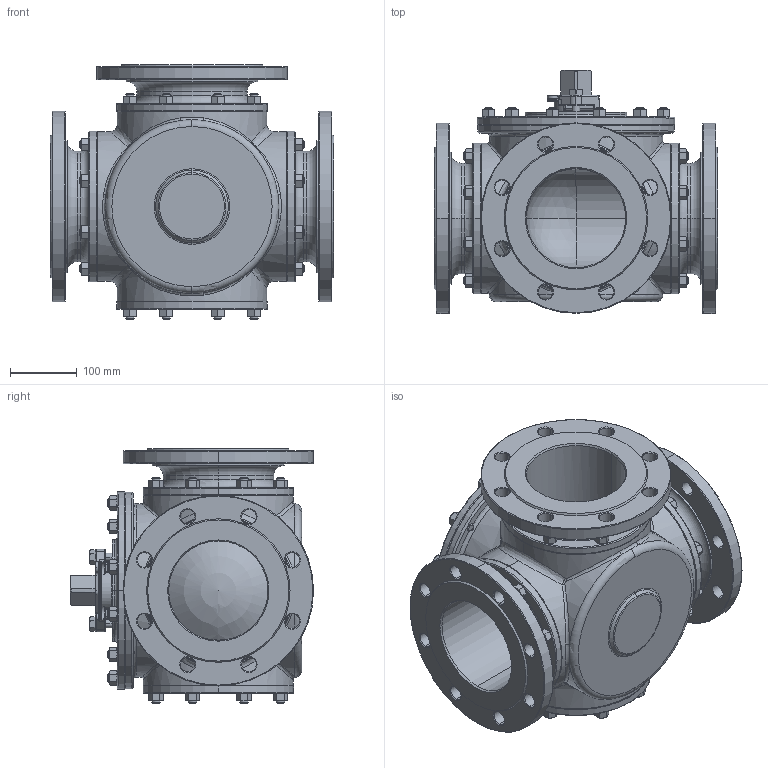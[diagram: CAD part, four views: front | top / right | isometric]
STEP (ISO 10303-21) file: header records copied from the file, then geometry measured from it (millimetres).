
FILE_DESCRIPTION (( 'STEP AP214' ), '1' );
FILE_NAME ('520-150-G01-1(501F,6.0,L-Port,3-Way,PN16,Bare Stem).STEP', '2020-01-06T07:53:09', ( '' ), ( '' ), 'SwSTEP 2.0', 'SolidWorks 2012', '' );
FILE_SCHEMA (( 'AUTOMOTIVE_DESIGN' ));
Length unit declared in the file: millimetre
Products named in the file (1): 520-150-G01-1(501F,6.0,L-Port,3-Way,PN16,Bare Stem)
Bounding box: 426 x 365 x 382.3 mm (x, y, z)
Volume: 18738366.6 mm3; surface area: 1201542.4 mm2
Topology: 1 solids, 79 shells, 2777 faces, 6541 edges, 3881 vertices
Faces by surface type: cone 1033, cylinder 884, plane 630, torus 175, bspline 41, sphere 14
Entity records: 118596 total; most frequent: CARTESIAN_POINT 25085, DIRECTION 13726, ORIENTED_EDGE 12894, EDGE_CURVE 6447, AXIS2_PLACEMENT_3D 5917, VERTEX_POINT 3880, CIRCLE 3180, EDGE_LOOP 3043
